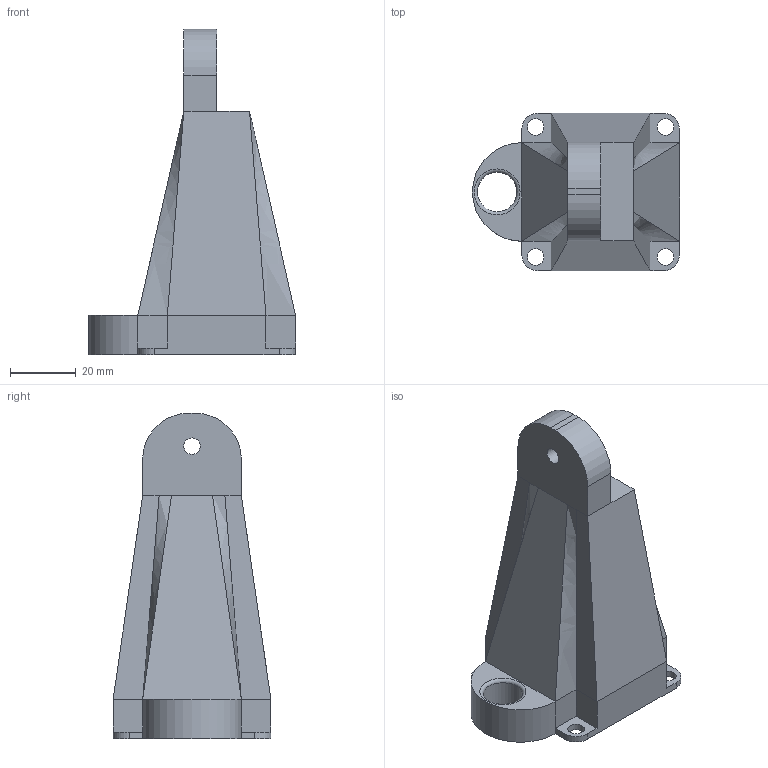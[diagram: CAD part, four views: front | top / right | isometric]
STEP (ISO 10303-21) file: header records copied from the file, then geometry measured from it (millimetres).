
FILE_DESCRIPTION(('FreeCAD Model'),'2;1');
FILE_NAME('Open CASCADE Shape Model','2025-08-15T15:26:56',(''),(''), 'Open CASCADE STEP processor 7.8','FreeCAD','Unknown');
FILE_SCHEMA(('AUTOMOTIVE_DESIGN { 1 0 10303 214 1 1 1 1 }'));
Length unit declared in the file: millimetre
Products named in the file (1): Корпус
Bounding box: 63 x 48 x 99 mm (x, y, z)
Volume: 28688.7 mm3; surface area: 26280.1 mm2
Topology: 1 solids, 1 shells, 77 faces, 190 edges, 116 vertices
Faces by surface type: plane 38, bspline 24, cylinder 13, torus 2
Full cylindrical faces by diameter (mm): 5 x5, 12 x1
Entity records: 2229 total; most frequent: CARTESIAN_POINT 493, ORIENTED_EDGE 380, DIRECTION 293, EDGE_CURVE 190, LINE 121, VECTOR 121, VERTEX_POINT 116, FACE_BOUND 90
